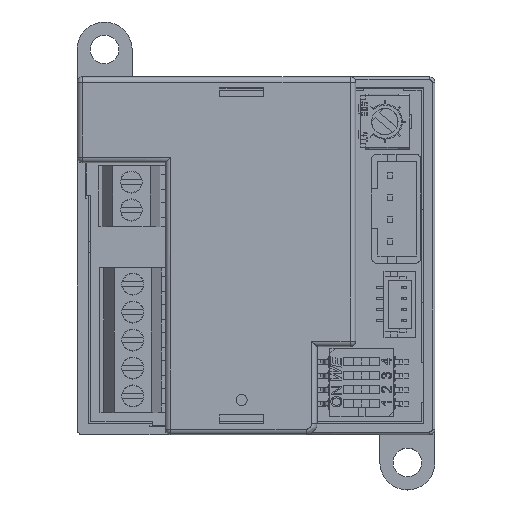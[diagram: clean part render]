
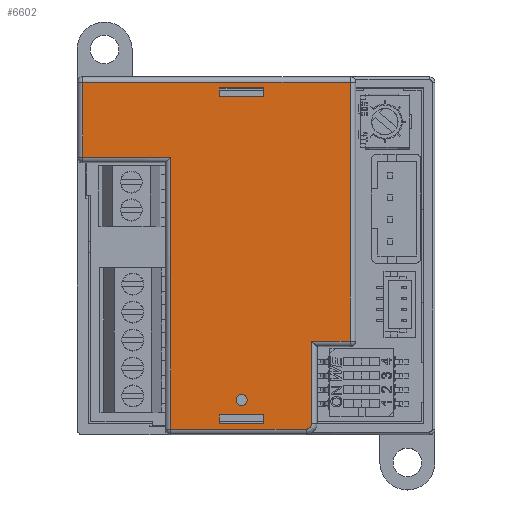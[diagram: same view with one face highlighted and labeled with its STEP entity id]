
A CAD part, top view. The second image highlights one B-rep face of the part: STEP entity #6602.
In plain terms, the highlighted planar face has unit normal (0, 0, 1).
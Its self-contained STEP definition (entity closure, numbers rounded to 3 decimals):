
#1370=CIRCLE('',#43022,0.5);
#1371=CIRCLE('',#43023,0.5);
#5955=FACE_BOUND('',#12117,.T.);
#5956=FACE_BOUND('',#12118,.T.);
#5957=FACE_BOUND('',#12119,.T.);
#5958=FACE_BOUND('',#12120,.T.);
#6602=ADVANCED_FACE('',(#5955,#5956,#5957,#5958),#8510,.T.);
#8510=PLANE('',#43024);
#12117=EDGE_LOOP('',(#16258));
#12118=EDGE_LOOP('',(#16259,#16260,#16261,#16262,#16263,#16264,#16265,#16266,
#16267));
#12119=EDGE_LOOP('',(#16268,#16269,#16270,#16271));
#12120=EDGE_LOOP('',(#16272,#16273,#16274,#16275));
#16258=ORIENTED_EDGE('',*,*,#29307,.F.);
#16259=ORIENTED_EDGE('',*,*,#29308,.T.);
#16260=ORIENTED_EDGE('',*,*,#29309,.T.);
#16261=ORIENTED_EDGE('',*,*,#29310,.T.);
#16262=ORIENTED_EDGE('',*,*,#29311,.T.);
#16263=ORIENTED_EDGE('',*,*,#29312,.T.);
#16264=ORIENTED_EDGE('',*,*,#29313,.T.);
#16265=ORIENTED_EDGE('',*,*,#29314,.T.);
#16266=ORIENTED_EDGE('',*,*,#29315,.T.);
#16267=ORIENTED_EDGE('',*,*,#29316,.T.);
#16268=ORIENTED_EDGE('',*,*,#29317,.F.);
#16269=ORIENTED_EDGE('',*,*,#29318,.T.);
#16270=ORIENTED_EDGE('',*,*,#29319,.T.);
#16271=ORIENTED_EDGE('',*,*,#29320,.F.);
#16272=ORIENTED_EDGE('',*,*,#29321,.F.);
#16273=ORIENTED_EDGE('',*,*,#29322,.T.);
#16274=ORIENTED_EDGE('',*,*,#29323,.T.);
#16275=ORIENTED_EDGE('',*,*,#29299,.F.);
#25341=VERTEX_POINT('',#57509);
#25342=VERTEX_POINT('',#57511);
#25346=VERTEX_POINT('',#57525);
#25347=VERTEX_POINT('',#57527);
#25348=VERTEX_POINT('',#57528);
#25349=VERTEX_POINT('',#57530);
#25350=VERTEX_POINT('',#57532);
#25351=VERTEX_POINT('',#57534);
#25352=VERTEX_POINT('',#57536);
#25353=VERTEX_POINT('',#57538);
#25354=VERTEX_POINT('',#57540);
#25355=VERTEX_POINT('',#57542);
#25356=VERTEX_POINT('',#57545);
#25357=VERTEX_POINT('',#57546);
#25358=VERTEX_POINT('',#57548);
#25359=VERTEX_POINT('',#57550);
#25360=VERTEX_POINT('',#57553);
#25361=VERTEX_POINT('',#57555);
#29299=EDGE_CURVE('',#25341,#25342,#34447,.T.);
#29307=EDGE_CURVE('',#25346,#25346,#1370,.T.);
#29308=EDGE_CURVE('',#25347,#25348,#34454,.T.);
#29309=EDGE_CURVE('',#25348,#25349,#34455,.T.);
#29310=EDGE_CURVE('',#25349,#25350,#34456,.T.);
#29311=EDGE_CURVE('',#25350,#25351,#1371,.T.);
#29312=EDGE_CURVE('',#25351,#25352,#34457,.T.);
#29313=EDGE_CURVE('',#25352,#25353,#34458,.T.);
#29314=EDGE_CURVE('',#25353,#25354,#34459,.T.);
#29315=EDGE_CURVE('',#25354,#25355,#34460,.T.);
#29316=EDGE_CURVE('',#25355,#25347,#34461,.T.);
#29317=EDGE_CURVE('',#25356,#25357,#34462,.T.);
#29318=EDGE_CURVE('',#25356,#25358,#34463,.T.);
#29319=EDGE_CURVE('',#25358,#25359,#34464,.T.);
#29320=EDGE_CURVE('',#25357,#25359,#34465,.T.);
#29321=EDGE_CURVE('',#25360,#25341,#34466,.T.);
#29322=EDGE_CURVE('',#25360,#25361,#34467,.T.);
#29323=EDGE_CURVE('',#25361,#25342,#34468,.T.);
#34447=LINE('',#57510,#38927);
#34454=LINE('',#57526,#38934);
#34455=LINE('',#57529,#38935);
#34456=LINE('',#57531,#38936);
#34457=LINE('',#57535,#38937);
#34458=LINE('',#57537,#38938);
#34459=LINE('',#57539,#38939);
#34460=LINE('',#57541,#38940);
#34461=LINE('',#57543,#38941);
#34462=LINE('',#57544,#38942);
#34463=LINE('',#57547,#38943);
#34464=LINE('',#57549,#38944);
#34465=LINE('',#57551,#38945);
#34466=LINE('',#57552,#38946);
#34467=LINE('',#57554,#38947);
#34468=LINE('',#57556,#38948);
#38927=VECTOR('',#47414,1.);
#38934=VECTOR('',#47429,1.);
#38935=VECTOR('',#47430,1.);
#38936=VECTOR('',#47431,1.);
#38937=VECTOR('',#47434,1.);
#38938=VECTOR('',#47435,1.);
#38939=VECTOR('',#47436,1.);
#38940=VECTOR('',#47437,1.);
#38941=VECTOR('',#47438,1.);
#38942=VECTOR('',#47439,1.);
#38943=VECTOR('',#47440,1.);
#38944=VECTOR('',#47441,1.);
#38945=VECTOR('',#47442,1.);
#38946=VECTOR('',#47443,1.);
#38947=VECTOR('',#47444,1.);
#38948=VECTOR('',#47445,1.);
#43022=AXIS2_PLACEMENT_3D('',#57524,#47427,#47428);
#43023=AXIS2_PLACEMENT_3D('',#57533,#47432,#47433);
#43024=AXIS2_PLACEMENT_3D('',#57557,#47446,#47447);
#47414=DIRECTION('',(1.,0.,0.));
#47427=DIRECTION('',(0.,0.,1.));
#47428=DIRECTION('',(1.,0.,0.));
#47429=DIRECTION('',(1.,0.,0.));
#47430=DIRECTION('',(0.,-1.,0.));
#47431=DIRECTION('',(1.,0.,0.));
#47432=DIRECTION('',(0.,0.,1.));
#47433=DIRECTION('',(1.,0.,0.));
#47434=DIRECTION('',(0.,1.,0.));
#47435=DIRECTION('',(1.,0.,0.));
#47436=DIRECTION('',(0.,1.,0.));
#47437=DIRECTION('',(-1.,0.,0.));
#47438=DIRECTION('',(0.,-1.,0.));
#47439=DIRECTION('',(0.,-1.,0.));
#47440=DIRECTION('',(1.,0.,0.));
#47441=DIRECTION('',(0.,-1.,0.));
#47442=DIRECTION('',(1.,0.,0.));
#47443=DIRECTION('',(0.,-1.,0.));
#47444=DIRECTION('',(1.,0.,0.));
#47445=DIRECTION('',(0.,-1.,0.));
#47446=DIRECTION('',(0.,0.,1.));
#47447=DIRECTION('',(1.,0.,0.));
#57509=CARTESIAN_POINT('',(-3.695,25.767,43.109));
#57510=CARTESIAN_POINT('',(-3.695,25.767,43.109));
#57511=CARTESIAN_POINT('',(0.305,25.767,43.109));
#57524=CARTESIAN_POINT('',(-1.695,27.917,43.109));
#57525=CARTESIAN_POINT('',(-1.195,27.917,43.109));
#57526=CARTESIAN_POINT('',(-8.645,49.967,43.109));
#57527=CARTESIAN_POINT('',(-16.145,49.967,43.109));
#57528=CARTESIAN_POINT('',(-8.145,49.967,43.109));
#57529=CARTESIAN_POINT('',(-8.145,25.267,43.109));
#57530=CARTESIAN_POINT('',(-8.145,25.267,43.109));
#57531=CARTESIAN_POINT('',(-0.395,25.267,43.109));
#57532=CARTESIAN_POINT('',(4.155,25.267,43.109));
#57533=CARTESIAN_POINT('',(4.155,25.767,43.109));
#57534=CARTESIAN_POINT('',(4.655,25.767,43.109));
#57535=CARTESIAN_POINT('',(4.655,32.767,43.109));
#57536=CARTESIAN_POINT('',(4.655,33.267,43.109));
#57537=CARTESIAN_POINT('',(8.155,33.267,43.109));
#57538=CARTESIAN_POINT('',(8.155,33.267,43.109));
#57539=CARTESIAN_POINT('',(8.155,56.767,43.109));
#57540=CARTESIAN_POINT('',(8.155,56.767,43.109));
#57541=CARTESIAN_POINT('',(-0.395,56.767,43.109));
#57542=CARTESIAN_POINT('',(-16.145,56.767,43.109));
#57543=CARTESIAN_POINT('',(-16.145,41.017,43.109));
#57544=CARTESIAN_POINT('',(-3.695,56.267,43.109));
#57545=CARTESIAN_POINT('',(-3.695,56.267,43.109));
#57546=CARTESIAN_POINT('',(-3.695,55.467,43.109));
#57547=CARTESIAN_POINT('',(-3.695,56.267,43.109));
#57548=CARTESIAN_POINT('',(0.305,56.267,43.109));
#57549=CARTESIAN_POINT('',(0.305,56.267,43.109));
#57550=CARTESIAN_POINT('',(0.305,55.467,43.109));
#57551=CARTESIAN_POINT('',(-3.695,55.467,43.109));
#57552=CARTESIAN_POINT('',(-3.695,26.567,43.109));
#57553=CARTESIAN_POINT('',(-3.695,26.567,43.109));
#57554=CARTESIAN_POINT('',(-3.695,26.567,43.109));
#57555=CARTESIAN_POINT('',(0.305,26.567,43.109));
#57556=CARTESIAN_POINT('',(0.305,26.567,43.109));
#57557=CARTESIAN_POINT('',(-0.395,41.017,43.109));
